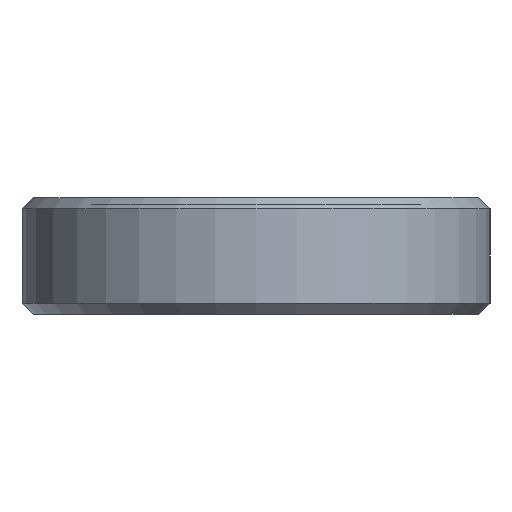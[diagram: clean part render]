
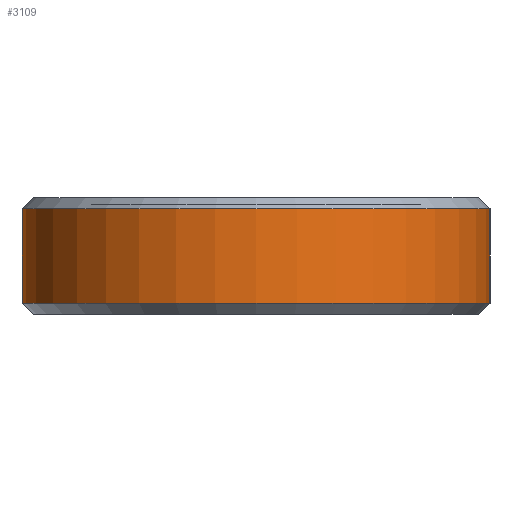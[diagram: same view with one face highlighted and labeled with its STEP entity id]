
A CAD part, left-side view. The second image highlights one B-rep face of the part: STEP entity #3109.
In plain terms, the highlighted cylindrical face has radius 6.25 mm (diameter 12.5 mm), a partial arc.
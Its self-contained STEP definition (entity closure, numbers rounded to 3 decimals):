
#45 = CONICAL_SURFACE('',#46,6.25,0.785);
#46 = AXIS2_PLACEMENT_3D('',#47,#48,#49);
#47 = CARTESIAN_POINT('',(0.,0.,0.3));
#48 = DIRECTION('',(0.,0.,1.));
#49 = DIRECTION('',(0.,1.,0.));
#1136 = VERTEX_POINT('',#1137);
#1137 = CARTESIAN_POINT('',(0.,6.25,0.3));
#1160 = VERTEX_POINT('',#1161);
#1161 = CARTESIAN_POINT('',(0.,-6.25,0.3));
#1182 = EDGE_CURVE('',#1136,#1160,#1183,.T.);
#1183 = SURFACE_CURVE('',#1184,(#1189,#1196),.PCURVE_S1.);
#1184 = CIRCLE('',#1185,6.25);
#1185 = AXIS2_PLACEMENT_3D('',#1186,#1187,#1188);
#1186 = CARTESIAN_POINT('',(0.,0.,0.3));
#1187 = DIRECTION('',(0.,-0.,1.));
#1188 = DIRECTION('',(0.,1.,0.));
#1189 = PCURVE('',#45,#1190);
#1190 = DEFINITIONAL_REPRESENTATION('',(#1191),#1195);
#1191 = LINE('',#1192,#1193);
#1192 = CARTESIAN_POINT('',(0.,0.));
#1193 = VECTOR('',#1194,1.);
#1194 = DIRECTION('',(1.,0.));
#1195 = ( GEOMETRIC_REPRESENTATION_CONTEXT(2) 
PARAMETRIC_REPRESENTATION_CONTEXT() REPRESENTATION_CONTEXT('2D SPACE',''
  ) );
#1196 = PCURVE('',#1197,#1202);
#1197 = CYLINDRICAL_SURFACE('',#1198,6.25);
#1198 = AXIS2_PLACEMENT_3D('',#1199,#1200,#1201);
#1199 = CARTESIAN_POINT('',(0.,0.,0.));
#1200 = DIRECTION('',(-0.,-0.,-1.));
#1201 = DIRECTION('',(1.,0.,0.));
#1202 = DEFINITIONAL_REPRESENTATION('',(#1203),#1207);
#1203 = LINE('',#1204,#1205);
#1204 = CARTESIAN_POINT('',(-1.571,-0.3));
#1205 = VECTOR('',#1206,1.);
#1206 = DIRECTION('',(-1.,0.));
#1207 = ( GEOMETRIC_REPRESENTATION_CONTEXT(2) 
PARAMETRIC_REPRESENTATION_CONTEXT() REPRESENTATION_CONTEXT('2D SPACE',''
  ) );
#1251 = PLANE('',#1252);
#1252 = AXIS2_PLACEMENT_3D('',#1253,#1254,#1255);
#1253 = CARTESIAN_POINT('',(0.,6.25,0.));
#1254 = DIRECTION('',(0.,1.,0.));
#1255 = DIRECTION('',(1.,0.,0.));
#1305 = PLANE('',#1306);
#1306 = AXIS2_PLACEMENT_3D('',#1307,#1308,#1309);
#1307 = CARTESIAN_POINT('',(0.,-6.25,0.));
#1308 = DIRECTION('',(0.,1.,0.));
#1309 = DIRECTION('',(1.,0.,0.));
#3109 = ADVANCED_FACE('',(#3110),#1197,.T.);
#3110 = FACE_BOUND('',#3111,.F.);
#3111 = EDGE_LOOP('',(#3112,#3135,#3164,#3185));
#3112 = ORIENTED_EDGE('',*,*,#3113,.T.);
#3113 = EDGE_CURVE('',#1136,#3114,#3116,.T.);
#3114 = VERTEX_POINT('',#3115);
#3115 = CARTESIAN_POINT('',(0.,6.25,2.825));
#3116 = SURFACE_CURVE('',#3117,(#3121,#3128),.PCURVE_S1.);
#3117 = LINE('',#3118,#3119);
#3118 = CARTESIAN_POINT('',(0.,6.25,0.));
#3119 = VECTOR('',#3120,1.);
#3120 = DIRECTION('',(0.,0.,1.));
#3121 = PCURVE('',#1197,#3122);
#3122 = DEFINITIONAL_REPRESENTATION('',(#3123),#3127);
#3123 = LINE('',#3124,#3125);
#3124 = CARTESIAN_POINT('',(-1.571,0.));
#3125 = VECTOR('',#3126,1.);
#3126 = DIRECTION('',(-0.,-1.));
#3127 = ( GEOMETRIC_REPRESENTATION_CONTEXT(2) 
PARAMETRIC_REPRESENTATION_CONTEXT() REPRESENTATION_CONTEXT('2D SPACE',''
  ) );
#3128 = PCURVE('',#1251,#3129);
#3129 = DEFINITIONAL_REPRESENTATION('',(#3130),#3134);
#3130 = LINE('',#3131,#3132);
#3131 = CARTESIAN_POINT('',(0.,0.));
#3132 = VECTOR('',#3133,1.);
#3133 = DIRECTION('',(0.,-1.));
#3134 = ( GEOMETRIC_REPRESENTATION_CONTEXT(2) 
PARAMETRIC_REPRESENTATION_CONTEXT() REPRESENTATION_CONTEXT('2D SPACE',''
  ) );
#3135 = ORIENTED_EDGE('',*,*,#3136,.T.);
#3136 = EDGE_CURVE('',#3114,#3137,#3139,.T.);
#3137 = VERTEX_POINT('',#3138);
#3138 = CARTESIAN_POINT('',(0.,-6.25,2.825));
#3139 = SURFACE_CURVE('',#3140,(#3145,#3152),.PCURVE_S1.);
#3140 = CIRCLE('',#3141,6.25);
#3141 = AXIS2_PLACEMENT_3D('',#3142,#3143,#3144);
#3142 = CARTESIAN_POINT('',(0.,0.,2.825));
#3143 = DIRECTION('',(0.,-0.,1.));
#3144 = DIRECTION('',(0.,1.,0.));
#3145 = PCURVE('',#1197,#3146);
#3146 = DEFINITIONAL_REPRESENTATION('',(#3147),#3151);
#3147 = LINE('',#3148,#3149);
#3148 = CARTESIAN_POINT('',(-1.571,-2.825));
#3149 = VECTOR('',#3150,1.);
#3150 = DIRECTION('',(-1.,0.));
#3151 = ( GEOMETRIC_REPRESENTATION_CONTEXT(2) 
PARAMETRIC_REPRESENTATION_CONTEXT() REPRESENTATION_CONTEXT('2D SPACE',''
  ) );
#3152 = PCURVE('',#3153,#3158);
#3153 = CONICAL_SURFACE('',#3154,6.25,0.785);
#3154 = AXIS2_PLACEMENT_3D('',#3155,#3156,#3157);
#3155 = CARTESIAN_POINT('',(0.,0.,2.825));
#3156 = DIRECTION('',(-0.,-0.,-1.));
#3157 = DIRECTION('',(0.,1.,0.));
#3158 = DEFINITIONAL_REPRESENTATION('',(#3159),#3163);
#3159 = LINE('',#3160,#3161);
#3160 = CARTESIAN_POINT('',(-0.,-0.));
#3161 = VECTOR('',#3162,1.);
#3162 = DIRECTION('',(-1.,-0.));
#3163 = ( GEOMETRIC_REPRESENTATION_CONTEXT(2) 
PARAMETRIC_REPRESENTATION_CONTEXT() REPRESENTATION_CONTEXT('2D SPACE',''
  ) );
#3164 = ORIENTED_EDGE('',*,*,#3165,.F.);
#3165 = EDGE_CURVE('',#1160,#3137,#3166,.T.);
#3166 = SURFACE_CURVE('',#3167,(#3171,#3178),.PCURVE_S1.);
#3167 = LINE('',#3168,#3169);
#3168 = CARTESIAN_POINT('',(0.,-6.25,0.));
#3169 = VECTOR('',#3170,1.);
#3170 = DIRECTION('',(0.,0.,1.));
#3171 = PCURVE('',#1197,#3172);
#3172 = DEFINITIONAL_REPRESENTATION('',(#3173),#3177);
#3173 = LINE('',#3174,#3175);
#3174 = CARTESIAN_POINT('',(-4.712,0.));
#3175 = VECTOR('',#3176,1.);
#3176 = DIRECTION('',(-0.,-1.));
#3177 = ( GEOMETRIC_REPRESENTATION_CONTEXT(2) 
PARAMETRIC_REPRESENTATION_CONTEXT() REPRESENTATION_CONTEXT('2D SPACE',''
  ) );
#3178 = PCURVE('',#1305,#3179);
#3179 = DEFINITIONAL_REPRESENTATION('',(#3180),#3184);
#3180 = LINE('',#3181,#3182);
#3181 = CARTESIAN_POINT('',(0.,0.));
#3182 = VECTOR('',#3183,1.);
#3183 = DIRECTION('',(0.,-1.));
#3184 = ( GEOMETRIC_REPRESENTATION_CONTEXT(2) 
PARAMETRIC_REPRESENTATION_CONTEXT() REPRESENTATION_CONTEXT('2D SPACE',''
  ) );
#3185 = ORIENTED_EDGE('',*,*,#1182,.F.);
